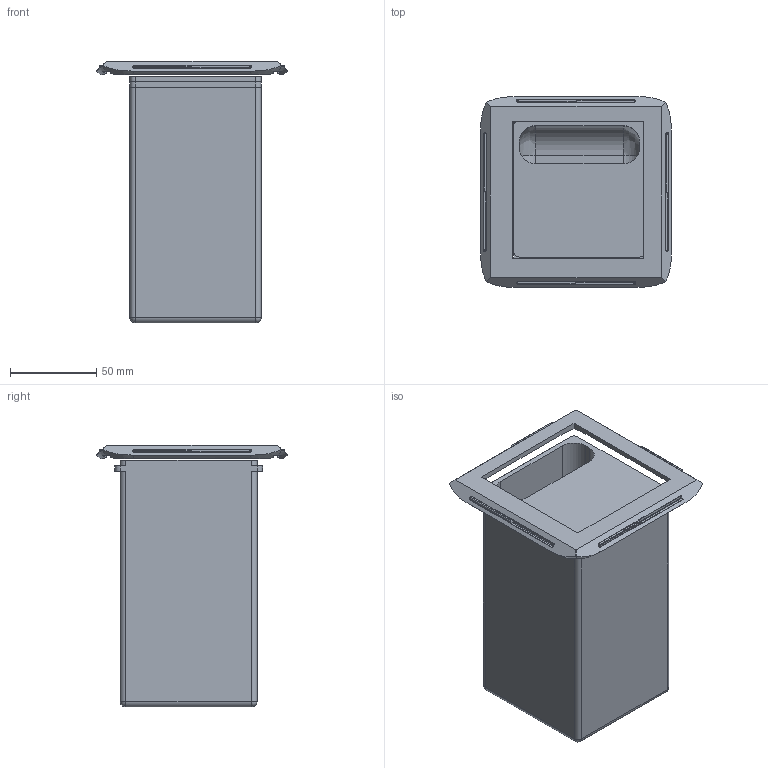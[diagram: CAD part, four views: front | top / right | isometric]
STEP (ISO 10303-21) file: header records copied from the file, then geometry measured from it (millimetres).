
FILE_DESCRIPTION(/* description */ (''),/* implementation_level */ '2;1');
FILE_NAME(/* name */ 'Airbender v2.step',/* time_stamp */ '2017-07-31T10:04:57-07:00',/* author */ (''),/* organization */ (''),/* preprocessor_version */ 'ST-DEVELOPER v16.13',/* originating_system */ 'Autodesk Translation Framework v6.1.1.50',/* authorisation */ '');
FILE_SCHEMA (('AUTOMOTIVE_DESIGN { 1 0 10303 214 3 1 1 }'));
Length unit declared in the file: inch
Products named in the file (2): Airbender-2 (Top) v19; BOSEbuild (Panel) v2
Assembly tree (1 placements, depth 2):
  Airbender-2 (Top) v19
    BOSEbuild (Panel) v2
Bounding box: 110.68 x 110.68 x 151.7 mm (x, y, z)
Volume: 291685.4 mm3; surface area: 141538.4 mm2
Topology: 2 solids, 2 shells, 463 faces, 1120 edges, 654 vertices
Faces by surface type: cylinder 196, bspline 156, plane 87, sphere 16, torus 8
Full cylindrical faces by diameter (mm): 6.35 x42
Entity records: 27663 total; most frequent: CARTESIAN_POINT 17372, ORIENTED_EDGE 2132, DIRECTION 2100, EDGE_CURVE 1066, AXIS2_PLACEMENT_3D 876, VERTEX_POINT 654, EDGE_LOOP 596, FACE_OUTER_BOUND 463
